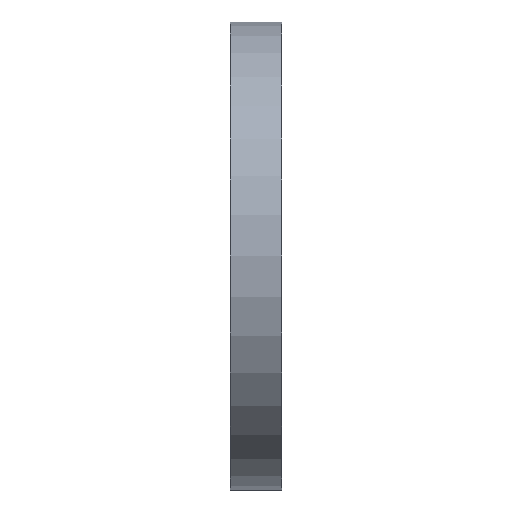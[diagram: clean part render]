
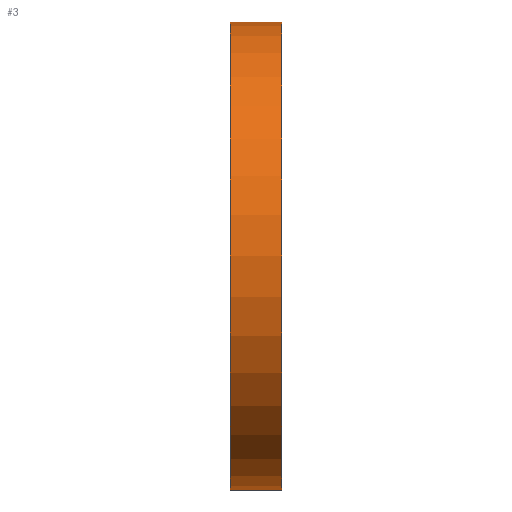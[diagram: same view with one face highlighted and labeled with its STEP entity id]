
A CAD part, left-side view. The second image highlights one B-rep face of the part: STEP entity #3.
In plain terms, the highlighted cylindrical face has radius 110 mm (diameter 220 mm), a partial arc.
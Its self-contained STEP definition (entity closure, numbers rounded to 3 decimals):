
#3 = ADVANCED_FACE ( 'NONE', ( #688 ), #494, .T. ) ;
#55 = CARTESIAN_POINT ( 'NONE',  ( 0., 0., 0. ) ) ;
#77 = VERTEX_POINT ( 'NONE', #358 ) ;
#98 = DIRECTION ( 'NONE',  ( 0., 1., 0. ) ) ;
#128 = AXIS2_PLACEMENT_3D ( 'NONE', #55, #450, #520 ) ;
#181 = VERTEX_POINT ( 'NONE', #777 ) ;
#184 = VERTEX_POINT ( 'NONE', #264 ) ;
#200 = ORIENTED_EDGE ( 'NONE', *, *, #228, .F. ) ;
#201 = CARTESIAN_POINT ( 'NONE',  ( 0., 34.695, 110. ) ) ;
#207 = VECTOR ( 'NONE', #409, 1000. ) ;
#228 = EDGE_CURVE ( 'NONE', #181, #77, #386, .T. ) ;
#232 = CARTESIAN_POINT ( 'NONE',  ( 0., 34.695, 0. ) ) ;
#264 = CARTESIAN_POINT ( 'NONE',  ( 0., 24., 110. ) ) ;
#268 = VECTOR ( 'NONE', #599, 1000. ) ;
#271 = LINE ( 'NONE', #201, #268 ) ;
#289 = ORIENTED_EDGE ( 'NONE', *, *, #707, .T. ) ;
#313 = CIRCLE ( 'NONE', #748, 110. ) ;
#340 = DIRECTION ( 'NONE',  ( 0., 0., 1. ) ) ;
#354 = DIRECTION ( 'NONE',  ( 0., 0., 1. ) ) ;
#358 = CARTESIAN_POINT ( 'NONE',  ( 0., 24., -110. ) ) ;
#386 = LINE ( 'NONE', #467, #207 ) ;
#404 = ORIENTED_EDGE ( 'NONE', *, *, #767, .F. ) ;
#409 = DIRECTION ( 'NONE',  ( 0., 1., 0. ) ) ;
#426 = EDGE_LOOP ( 'NONE', ( #200, #492, #289, #404 ) ) ;
#450 = DIRECTION ( 'NONE',  ( 0., 1., 0. ) ) ;
#463 = DIRECTION ( 'NONE',  ( 0., 1., 0. ) ) ;
#467 = CARTESIAN_POINT ( 'NONE',  ( 0., 34.695, -110. ) ) ;
#492 = ORIENTED_EDGE ( 'NONE', *, *, #529, .T. ) ;
#494 = CYLINDRICAL_SURFACE ( 'NONE', #571, 110. ) ;
#502 = CIRCLE ( 'NONE', #128, 110. ) ;
#520 = DIRECTION ( 'NONE',  ( 0., 0., 1. ) ) ;
#529 = EDGE_CURVE ( 'NONE', #181, #598, #502, .T. ) ;
#571 = AXIS2_PLACEMENT_3D ( 'NONE', #232, #98, #354 ) ;
#586 = CARTESIAN_POINT ( 'NONE',  ( 0., 0., 110. ) ) ;
#598 = VERTEX_POINT ( 'NONE', #586 ) ;
#599 = DIRECTION ( 'NONE',  ( 0., 1., 0. ) ) ;
#662 = CARTESIAN_POINT ( 'NONE',  ( 0., 24., 0. ) ) ;
#688 = FACE_OUTER_BOUND ( 'NONE', #426, .T. ) ;
#707 = EDGE_CURVE ( 'NONE', #598, #184, #271, .T. ) ;
#748 = AXIS2_PLACEMENT_3D ( 'NONE', #662, #463, #340 ) ;
#767 = EDGE_CURVE ( 'NONE', #77, #184, #313, .T. ) ;
#777 = CARTESIAN_POINT ( 'NONE',  ( 0., 0., -110. ) ) ;
